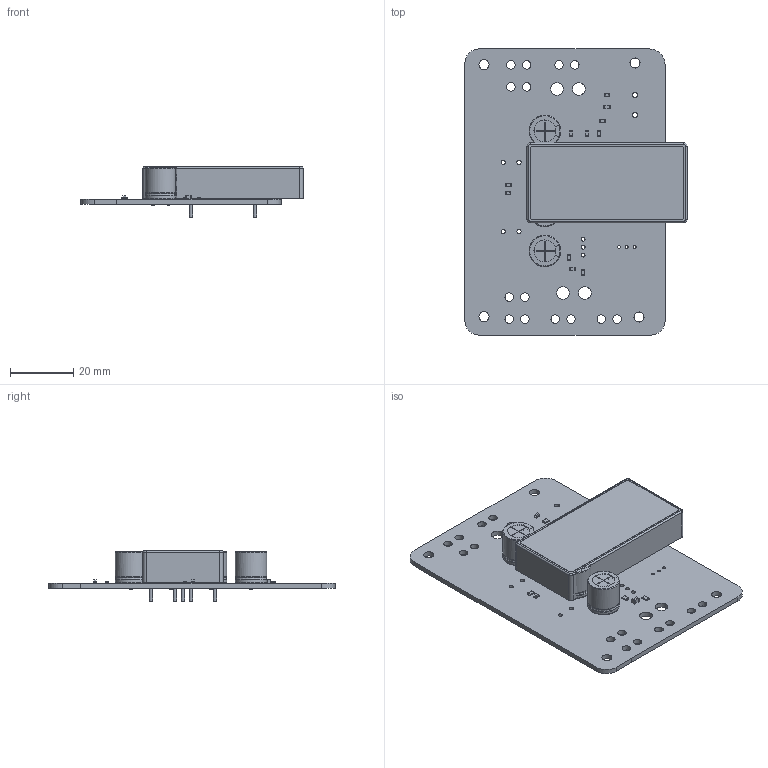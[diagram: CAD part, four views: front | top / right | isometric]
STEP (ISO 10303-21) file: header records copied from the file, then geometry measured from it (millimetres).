
FILE_DESCRIPTION(('KiCad electronic assembly'),'2;1');
FILE_NAME('power board.step','2019-04-26T01:12:54',('An Author'),( 'A Company'),'Open CASCADE STEP processor 6.9', 'KiCad to STEP converter','Unknown');
FILE_SCHEMA(('AUTOMOTIVE_DESIGN { 1 0 10303 214 1 1 1 1 }'));
Length unit declared in the file: millimetre
Products named in the file (12): Open CASCADE STEP translator 6.9 1; R_0805_2012Metric; SOLID; LED_0603_1608Metric; Converter_DCDC_TRACO_TEN20-xxxx_THT; C_0805_2012Metric; CP_Radial_D10.0mm_P5.00mm; COMPOUND
Assembly tree (22 placements, depth 3):
  Open CASCADE STEP translator 6.9 1
    R_0805_2012Metric  x6
      SOLID
    LED_0603_1608Metric  x2
      SOLID
    Converter_DCDC_TRACO_TEN20-xxxx_THT
      SOLID
    C_0805_2012Metric  x3
      SOLID
    CP_Radial_D10.0mm_P5.00mm  x4
      SOLID
    COMPOUND
Bounding box: 70.48 x 90.81 x 16.3 mm (x, y, z)
Volume: 25258.4 mm3; surface area: 18656.6 mm2
Topology: 17 solids, 21 shells, 638 faces, 1637 edges, 1068 vertices
Faces by surface type: plane 358, cylinder 226, bspline 20, torus 18, revolution 16
Full cylindrical faces by diameter (mm): 0.7 x8, 0.9 x3, 1 x14, 1.27 x3, 1.3 x4, 1.5 x8, 2.7 x14, 3.2 x4, 4 x4
Entity records: 19858 total; most frequent: CARTESIAN_POINT 4448, DIRECTION 2689, LINE 1449, VECTOR 1449, ORIENTED_EDGE 1326, PCURVE 1326, DEFINITIONAL_REPRESENTATION 1326, EDGE_CURVE 663
